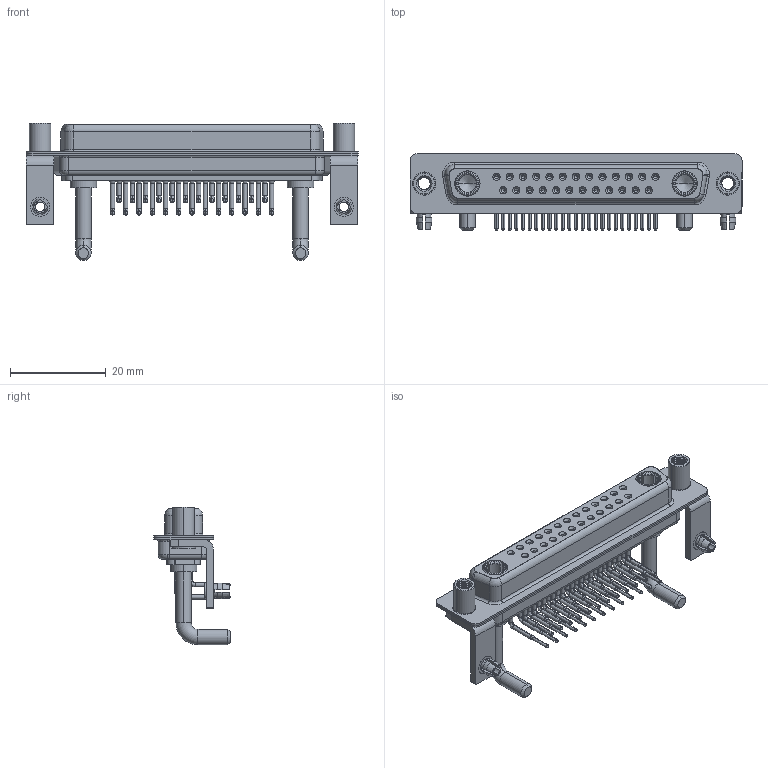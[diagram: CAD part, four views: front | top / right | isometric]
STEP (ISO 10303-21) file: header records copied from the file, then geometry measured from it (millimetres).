
FILE_DESCRIPTION (( 'STEP AP203' ), '1' );
FILE_NAME ('630-27W2650-3ND.STEP', '2022-06-07T19:54:52', ( '' ), ( '' ), 'SwSTEP 2.0', 'SolidWorks 2020', '' );
FILE_SCHEMA (( 'CONFIG_CONTROL_DESIGN' ));
Length unit declared in the file: millimetre
Products named in the file (10): 630Combo Board Lock; 630Combo Shell Rear_37 Contacts; 630Combo Threaded Standoff_D; 630Combo Contact Row 2; 630Combo Contact Row 1; 630-27W2650-3ND; 630Combo Stabilizer Bracket; 630Combo Shell Front_37 Contacts; Power Socket_Ext 30A RA; 630Combo Housing_27W2
Assembly tree (36 placements, depth 2):
  630-27W2650-3ND
    630Combo Housing_27W2
    630Combo Shell Front_37 Contacts
    630Combo Shell Rear_37 Contacts
    630Combo Stabilizer Bracket  x2
    630Combo Board Lock  x2
    630Combo Threaded Standoff_D  x2
    Power Socket_Ext 30A RA  x2
    630Combo Contact Row 1  x13
    630Combo Contact Row 2  x12
Bounding box: 69.4 x 16 x 28.73 mm (x, y, z)
Volume: 6265.4 mm3; surface area: 13866.1 mm2
Topology: 38 solids, 38 shells, 1950 faces, 4986 edges, 3156 vertices
Faces by surface type: cylinder 866, plane 570, cone 337, bspline 108, torus 69
Entity records: 28848 total; most frequent: CARTESIAN_POINT 7073, DIRECTION 4527, ORIENTED_EDGE 3962, EDGE_CURVE 1981, AXIS2_PLACEMENT_3D 1870, VERTEX_POINT 1269, CIRCLE 1014, EDGE_LOOP 1000
